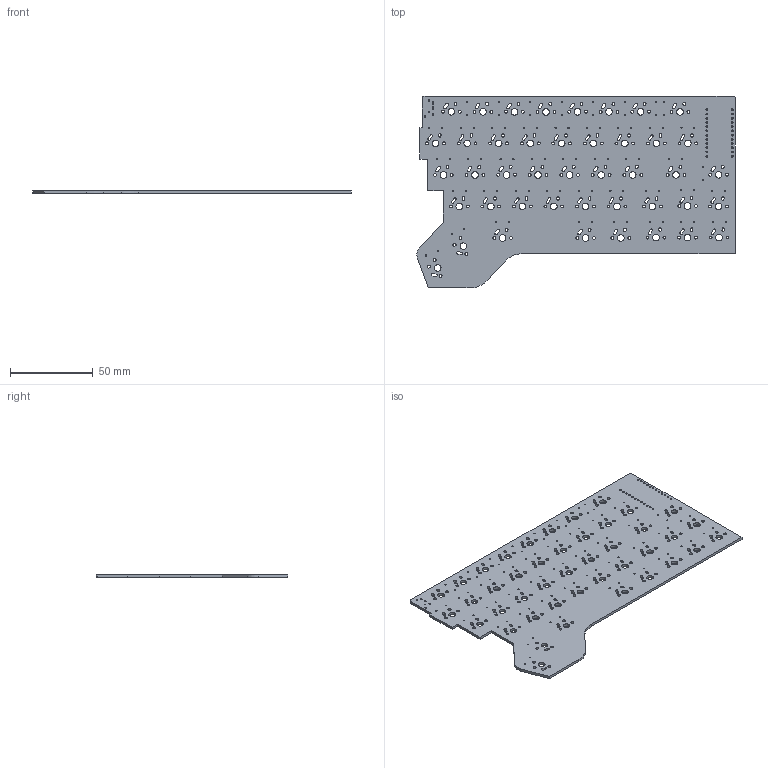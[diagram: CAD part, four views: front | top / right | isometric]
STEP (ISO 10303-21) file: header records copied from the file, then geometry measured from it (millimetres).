
FILE_DESCRIPTION(('KiCad electronic assembly'),'2;1');
FILE_NAME('right.step','2022-12-25T01:29:37',('Pcbnew'),('Kicad'), 'Open CASCADE STEP processor 7.6','KiCad to STEP converter','Unknown' );
FILE_SCHEMA(('AUTOMOTIVE_DESIGN { 1 0 10303 214 1 1 1 1 }'));
Length unit declared in the file: millimetre
Products named in the file (2): right 1; right PCB
Assembly tree (1 placements, depth 2):
  right 1
    right PCB
Bounding box: 191.78 x 115.66 x 1.6 mm (x, y, z)
Volume: 27759.7 mm3; surface area: 38782.8 mm2
Topology: 1 solids, 1 shells, 625 faces, 1869 edges, 1246 vertices
Faces by surface type: cylinder 426, plane 199
Full cylindrical faces by diameter (mm): 0.7 x86, 0.8 x2, 1.092 x24, 1.702 x86, 3.988 x43
Entity records: 49659 total; most frequent: CARTESIAN_POINT 12592, DIRECTION 6861, LINE 3903, VECTOR 3903, ORIENTED_EDGE 3738, PCURVE 3738, DEFINITIONAL_REPRESENTATION 3738, EDGE_CURVE 1869
